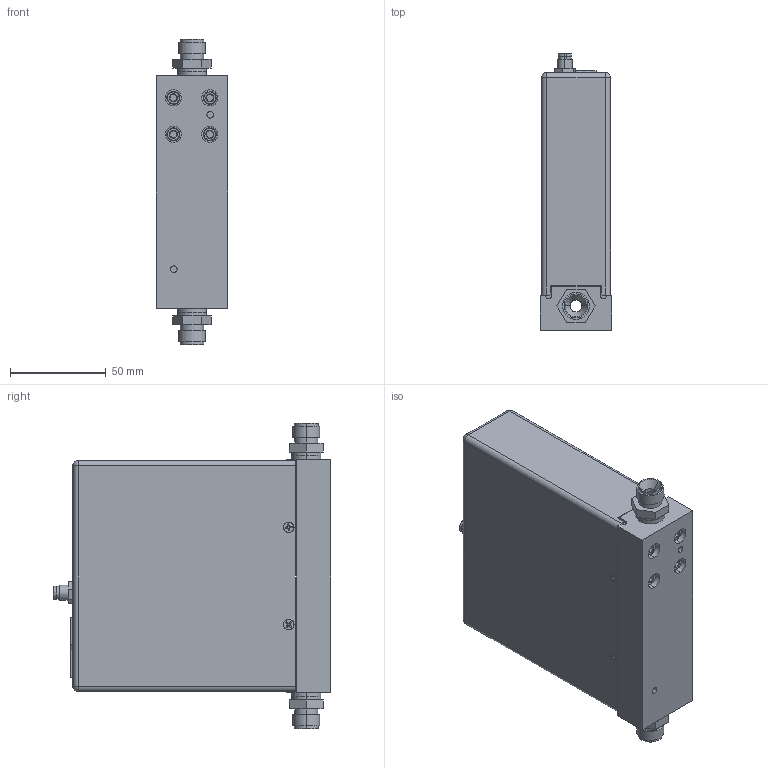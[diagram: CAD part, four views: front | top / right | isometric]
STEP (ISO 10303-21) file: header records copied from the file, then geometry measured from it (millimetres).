
FILE_DESCRIPTION (( 'STEP AP214' ), '1' );
FILE_NAME ('PPCMA-.25-Tube-ETHERCAT.STEP', '2017-08-14T14:13:22', ( '' ), ( '' ), 'SwSTEP 2.0', 'SolidWorks 2015', '' );
FILE_SCHEMA (( 'AUTOMOTIVE_DESIGN' ));
Length unit declared in the file: inch
Products named in the file (1): PPCMA-.25-Tube-ETHERCAT
Bounding box: 37.59 x 144.77 x 159.77 mm (x, y, z)
Surface area: 72376.6 mm2 (no closed solid volume)
Topology: 0 solids, 30 shells, 404 faces, 1331 edges, 936 vertices
Faces by surface type: plane 215, cylinder 115, cone 65, sphere 9
Entity records: 20480 total; most frequent: CARTESIAN_POINT 3839, DIRECTION 2368, ORIENTED_EDGE 2088, EDGE_CURVE 1309, VERTEX_POINT 931, AXIS2_PLACEMENT_3D 802, LINE 764, VECTOR 764
